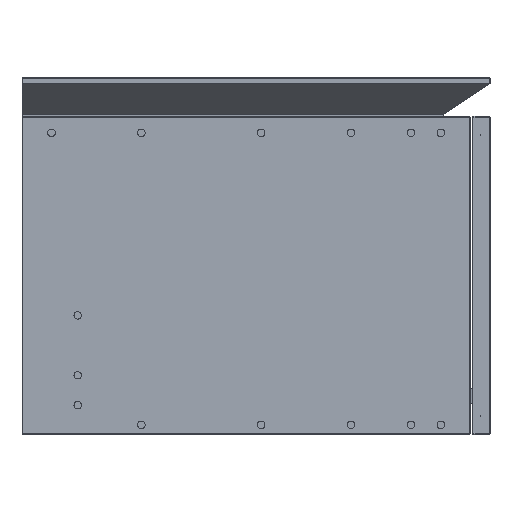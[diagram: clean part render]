
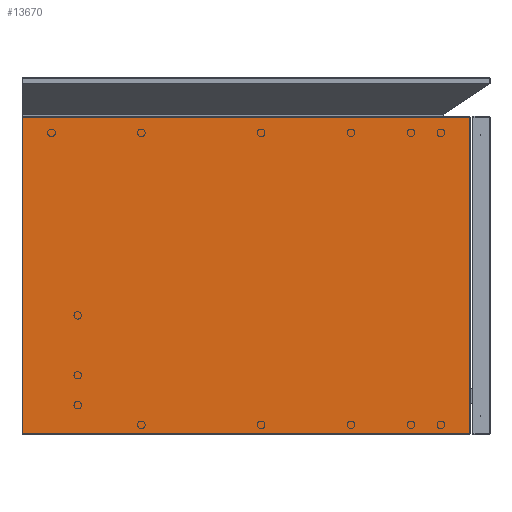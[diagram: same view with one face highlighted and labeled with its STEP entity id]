
A CAD part, left-side view. The second image highlights one B-rep face of the part: STEP entity #13670.
In plain terms, the highlighted planar face has unit normal (-1, 0, 0).
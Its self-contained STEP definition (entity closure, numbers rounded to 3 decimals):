
#12424=CARTESIAN_POINT('',(-7696.754,14870.059,-339.2));
#12425=VERTEX_POINT('',#12424);
#12450=CARTESIAN_POINT('',(-7696.754,14391.859,-339.2));
#12451=VERTEX_POINT('',#12450);
#12458=CARTESIAN_POINT('',(-7696.754,14391.859,-339.2));
#12459=DIRECTION('',(0.0,1.0,0.0));
#12460=VECTOR('',#12459,478.2);
#12461=LINE('',#12458,#12460);
#12462=EDGE_CURVE('',#12451,#12425,#12461,.T.);
#12544=CARTESIAN_POINT('',(-7696.754,14870.059,-0.8));
#12545=VERTEX_POINT('',#12544);
#12546=CARTESIAN_POINT('',(-7696.754,14870.059,-339.2));
#12547=DIRECTION('',(0.0,0.0,1.0));
#12548=VECTOR('',#12547,338.4);
#12549=LINE('',#12546,#12548);
#12550=EDGE_CURVE('',#12425,#12545,#12549,.T.);
#12642=CARTESIAN_POINT('',(-7696.754,14391.859,-0.8));
#12643=VERTEX_POINT('',#12642);
#12650=CARTESIAN_POINT('',(-7696.754,14391.859,-0.8));
#12651=DIRECTION('',(0.0,0.0,-1.0));
#12652=VECTOR('',#12651,338.4);
#12653=LINE('',#12650,#12652);
#12654=EDGE_CURVE('',#12643,#12451,#12653,.T.);
#12785=CARTESIAN_POINT('',(-7696.754,14870.059,-0.8));
#12786=DIRECTION('',(0.0,-1.0,0.0));
#12787=VECTOR('',#12786,478.2);
#12788=LINE('',#12785,#12787);
#12789=EDGE_CURVE('',#12545,#12643,#12788,.T.);
#13659=CARTESIAN_POINT('',(-7696.754,14630.959,-0.799));
#13660=DIRECTION('',(-1.0,0.0,0.0));
#13661=DIRECTION('',(0.0,0.0,1.0));
#13662=AXIS2_PLACEMENT_3D('',#13659,#13660,#13661);
#13663=PLANE('',#13662);
#13664=ORIENTED_EDGE('',*,*,#12462,.F.);
#13665=ORIENTED_EDGE('',*,*,#12654,.F.);
#13666=ORIENTED_EDGE('',*,*,#12789,.F.);
#13667=ORIENTED_EDGE('',*,*,#12550,.F.);
#13668=EDGE_LOOP('',(#13664,#13665,#13666,#13667));
#13669=FACE_OUTER_BOUND('',#13668,.T.);
#13670=ADVANCED_FACE('',(#13669),#13663,.T.);
